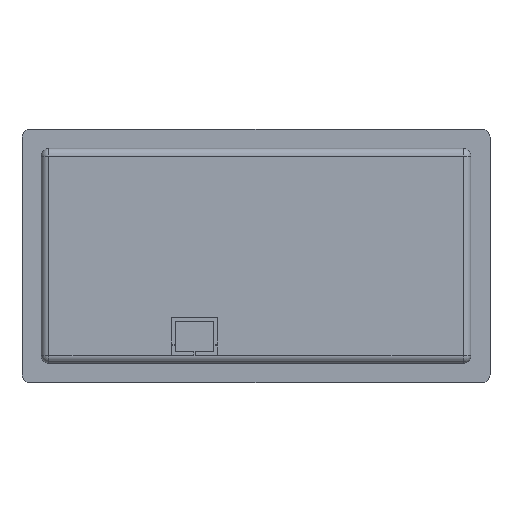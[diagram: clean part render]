
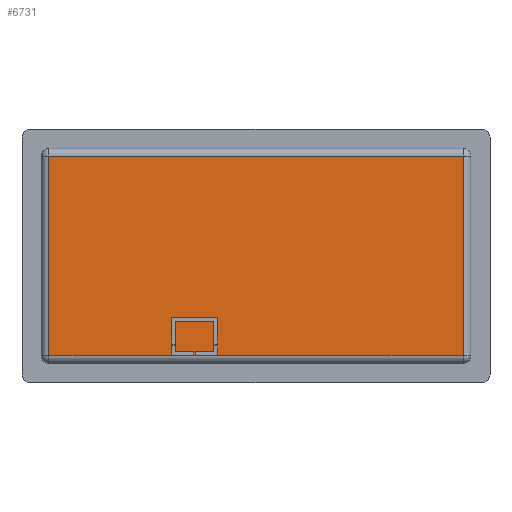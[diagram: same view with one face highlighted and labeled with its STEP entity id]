
A CAD part, top view. The second image highlights one B-rep face of the part: STEP entity #6731.
In plain terms, the highlighted planar face has unit normal (0, 0, 1).
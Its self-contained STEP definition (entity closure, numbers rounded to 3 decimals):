
#440=FACE_BOUND('',#2552,.T.);
#450=LINE('',#8362,#1117);
#461=LINE('',#8385,#1128);
#465=LINE('',#8392,#1132);
#469=LINE('',#8399,#1136);
#471=LINE('',#8404,#1138);
#651=LINE('',#10088,#1318);
#652=LINE('',#10090,#1319);
#654=LINE('',#10093,#1321);
#655=LINE('',#10105,#1322);
#656=LINE('',#10108,#1323);
#657=LINE('',#10117,#1324);
#1088=LINE('',#17135,#1755);
#1091=LINE('',#17141,#1758);
#1093=LINE('',#17144,#1760);
#1095=LINE('',#17149,#1762);
#1098=LINE('',#17154,#1765);
#1099=LINE('',#17156,#1766);
#1101=LINE('',#17160,#1768);
#1102=LINE('',#17162,#1769);
#1103=LINE('',#17163,#1770);
#1104=LINE('',#17164,#1771);
#1105=LINE('',#17165,#1772);
#1106=LINE('',#17166,#1773);
#1107=LINE('',#17167,#1774);
#1117=VECTOR('',#7085,2.375);
#1128=VECTOR('',#7100,3.504);
#1132=VECTOR('',#7106,3.504);
#1136=VECTOR('',#7112,3.004);
#1138=VECTOR('',#7116,3.004);
#1318=VECTOR('',#7376,32.);
#1319=VECTOR('',#7377,0.25);
#1321=VECTOR('',#7379,16.);
#1322=VECTOR('',#7400,26.);
#1323=VECTOR('',#7403,26.);
#1324=VECTOR('',#7420,54.);
#1755=VECTOR('',#8283,1.246);
#1758=VECTOR('',#8290,1.246);
#1760=VECTOR('',#8294,6.);
#1762=VECTOR('',#8298,2.375);
#1765=VECTOR('',#8303,0.746);
#1766=VECTOR('',#8306,5.);
#1768=VECTOR('',#8310,0.746);
#1769=VECTOR('',#8313,0.5);
#1770=VECTOR('',#8314,0.5);
#1771=VECTOR('',#8315,0.5);
#1772=VECTOR('',#8316,0.5);
#1773=VECTOR('',#8317,0.5);
#1774=VECTOR('',#8318,0.5);
#2142=FACE_OUTER_BOUND('',#2551,.T.);
#2551=EDGE_LOOP('',(#6078,#6079,#6080,#6081,#6082,#6083,#6084,#6085,#6086,
#6087,#6088,#6089,#6090,#6091,#6092,#6093));
#2552=EDGE_LOOP('',(#6094,#6095,#6096,#6097,#6098,#6099,#6100,#6101));
#2622=VERTEX_POINT('',#8354);
#2623=VERTEX_POINT('',#8356);
#2624=VERTEX_POINT('',#8360);
#2625=VERTEX_POINT('',#8361);
#2634=VERTEX_POINT('',#8383);
#2635=VERTEX_POINT('',#8384);
#2636=VERTEX_POINT('',#8389);
#2637=VERTEX_POINT('',#8391);
#2638=VERTEX_POINT('',#8395);
#2639=VERTEX_POINT('',#8397);
#2640=VERTEX_POINT('',#8401);
#2641=VERTEX_POINT('',#8403);
#2916=VERTEX_POINT('',#10084);
#2917=VERTEX_POINT('',#10086);
#2918=VERTEX_POINT('',#10089);
#2919=VERTEX_POINT('',#10091);
#2920=VERTEX_POINT('',#10103);
#2921=VERTEX_POINT('',#10107);
#3240=VERTEX_POINT('',#17133);
#3241=VERTEX_POINT('',#17140);
#3242=VERTEX_POINT('',#17146);
#3243=VERTEX_POINT('',#17148);
#3244=VERTEX_POINT('',#17152);
#3245=VERTEX_POINT('',#17158);
#3258=EDGE_CURVE('',#2624,#2625,#450,.T.);
#3269=EDGE_CURVE('',#2634,#2635,#461,.T.);
#3273=EDGE_CURVE('',#2636,#2637,#465,.T.);
#3277=EDGE_CURVE('',#2638,#2639,#469,.T.);
#3279=EDGE_CURVE('',#2641,#2640,#471,.T.);
#3566=EDGE_CURVE('',#2623,#2917,#651,.T.);
#3567=EDGE_CURVE('',#2622,#2918,#652,.T.);
#3569=EDGE_CURVE('',#2916,#2919,#654,.T.);
#3575=EDGE_CURVE('',#2917,#2920,#655,.T.);
#3576=EDGE_CURVE('',#2921,#2916,#656,.T.);
#3581=EDGE_CURVE('',#2920,#2921,#657,.T.);
#4186=EDGE_CURVE('',#3240,#2919,#1088,.T.);
#4189=EDGE_CURVE('',#2623,#3241,#1091,.T.);
#4191=EDGE_CURVE('',#2637,#2634,#1093,.T.);
#4193=EDGE_CURVE('',#3243,#3242,#1095,.T.);
#4196=EDGE_CURVE('',#2625,#3244,#1098,.T.);
#4197=EDGE_CURVE('',#2639,#2641,#1099,.T.);
#4199=EDGE_CURVE('',#3245,#3243,#1101,.T.);
#4200=EDGE_CURVE('',#3241,#3244,#1102,.T.);
#4201=EDGE_CURVE('',#3245,#3240,#1103,.T.);
#4202=EDGE_CURVE('',#2918,#3242,#1104,.T.);
#4203=EDGE_CURVE('',#2622,#2624,#1105,.T.);
#4204=EDGE_CURVE('',#2635,#2640,#1106,.T.);
#4205=EDGE_CURVE('',#2638,#2636,#1107,.T.);
#6078=ORIENTED_EDGE('',*,*,#4196,.T.);
#6079=ORIENTED_EDGE('',*,*,#4200,.F.);
#6080=ORIENTED_EDGE('',*,*,#4189,.F.);
#6081=ORIENTED_EDGE('',*,*,#3566,.T.);
#6082=ORIENTED_EDGE('',*,*,#3575,.T.);
#6083=ORIENTED_EDGE('',*,*,#3581,.T.);
#6084=ORIENTED_EDGE('',*,*,#3576,.T.);
#6085=ORIENTED_EDGE('',*,*,#3569,.T.);
#6086=ORIENTED_EDGE('',*,*,#4186,.F.);
#6087=ORIENTED_EDGE('',*,*,#4201,.F.);
#6088=ORIENTED_EDGE('',*,*,#4199,.T.);
#6089=ORIENTED_EDGE('',*,*,#4193,.T.);
#6090=ORIENTED_EDGE('',*,*,#4202,.F.);
#6091=ORIENTED_EDGE('',*,*,#3567,.F.);
#6092=ORIENTED_EDGE('',*,*,#4203,.T.);
#6093=ORIENTED_EDGE('',*,*,#3258,.T.);
#6094=ORIENTED_EDGE('',*,*,#4204,.F.);
#6095=ORIENTED_EDGE('',*,*,#3269,.F.);
#6096=ORIENTED_EDGE('',*,*,#4191,.F.);
#6097=ORIENTED_EDGE('',*,*,#3273,.F.);
#6098=ORIENTED_EDGE('',*,*,#4205,.F.);
#6099=ORIENTED_EDGE('',*,*,#3277,.T.);
#6100=ORIENTED_EDGE('',*,*,#4197,.T.);
#6101=ORIENTED_EDGE('',*,*,#3279,.T.);
#6338=PLANE('',#7049);
#6731=ADVANCED_FACE('',(#2142,#440),#6338,.T.);
#7049=AXIS2_PLACEMENT_3D('',#17161,#8311,#8312);
#7085=DIRECTION('',(1.,0.,0.));
#7100=DIRECTION('',(0.,-1.,0.));
#7106=DIRECTION('',(0.,1.,0.));
#7112=DIRECTION('',(0.,1.,0.));
#7116=DIRECTION('',(0.,-1.,0.));
#7376=DIRECTION('',(1.,0.,0.));
#7377=DIRECTION('',(-1.,0.,0.));
#7379=DIRECTION('',(1.,0.,0.));
#7400=DIRECTION('',(0.,1.,0.));
#7403=DIRECTION('',(0.,-1.,0.));
#7420=DIRECTION('',(-1.,0.,0.));
#8283=DIRECTION('',(0.,-1.,0.));
#8290=DIRECTION('',(0.,1.,0.));
#8294=DIRECTION('',(-1.,0.,0.));
#8298=DIRECTION('',(1.,0.,0.));
#8303=DIRECTION('',(0.,1.,0.));
#8306=DIRECTION('',(-1.,0.,0.));
#8310=DIRECTION('',(0.,-1.,0.));
#8311=DIRECTION('center_axis',(0.,0.,1.));
#8312=DIRECTION('ref_axis',(1.,0.,0.));
#8313=DIRECTION('',(-1.,0.,0.));
#8314=DIRECTION('',(-1.,0.,0.));
#8315=DIRECTION('',(0.,1.,0.));
#8316=DIRECTION('',(0.,1.,0.));
#8317=DIRECTION('',(1.,0.,0.));
#8318=DIRECTION('',(1.,0.,0.));
#8354=CARTESIAN_POINT('',(-7.875,-13.,13.5));
#8356=CARTESIAN_POINT('',(-5.,-13.,13.5));
#8360=CARTESIAN_POINT('',(-7.875,-12.5,13.5));
#8361=CARTESIAN_POINT('',(-5.5,-12.5,13.5));
#8362=CARTESIAN_POINT('',(-7.875,-12.5,13.5));
#8383=CARTESIAN_POINT('',(-11.,-8.,13.5));
#8384=CARTESIAN_POINT('',(-11.,-11.504,13.5));
#8385=CARTESIAN_POINT('',(-11.,-8.,13.5));
#8389=CARTESIAN_POINT('',(-5.,-11.504,13.5));
#8391=CARTESIAN_POINT('',(-5.,-8.,13.5));
#8392=CARTESIAN_POINT('',(-5.,-11.504,13.5));
#8395=CARTESIAN_POINT('',(-5.5,-11.504,13.5));
#8397=CARTESIAN_POINT('',(-5.5,-8.5,13.5));
#8399=CARTESIAN_POINT('',(-5.5,-11.504,13.5));
#8401=CARTESIAN_POINT('',(-10.5,-11.504,13.5));
#8403=CARTESIAN_POINT('',(-10.5,-8.5,13.5));
#8404=CARTESIAN_POINT('',(-10.5,-8.5,13.5));
#10084=CARTESIAN_POINT('',(-27.,-13.,13.5));
#10086=CARTESIAN_POINT('',(27.,-13.,13.5));
#10088=CARTESIAN_POINT('',(-5.,-13.,13.5));
#10089=CARTESIAN_POINT('',(-8.125,-13.,13.5));
#10090=CARTESIAN_POINT('',(-7.875,-13.,13.5));
#10091=CARTESIAN_POINT('',(-11.,-13.,13.5));
#10093=CARTESIAN_POINT('',(-27.,-13.,13.5));
#10103=CARTESIAN_POINT('',(27.,13.,13.5));
#10105=CARTESIAN_POINT('',(27.,-13.,13.5));
#10107=CARTESIAN_POINT('',(-27.,13.,13.5));
#10108=CARTESIAN_POINT('',(-27.,13.,13.5));
#10117=CARTESIAN_POINT('',(27.,13.,13.5));
#17133=CARTESIAN_POINT('',(-11.,-11.754,13.5));
#17135=CARTESIAN_POINT('',(-11.,-11.754,13.5));
#17140=CARTESIAN_POINT('',(-5.,-11.754,13.5));
#17141=CARTESIAN_POINT('',(-5.,-13.,13.5));
#17144=CARTESIAN_POINT('',(-5.,-8.,13.5));
#17146=CARTESIAN_POINT('',(-8.125,-12.5,13.5));
#17148=CARTESIAN_POINT('',(-10.5,-12.5,13.5));
#17149=CARTESIAN_POINT('',(-10.5,-12.5,13.5));
#17152=CARTESIAN_POINT('',(-5.5,-11.754,13.5));
#17154=CARTESIAN_POINT('',(-5.5,-12.5,13.5));
#17156=CARTESIAN_POINT('',(-5.5,-8.5,13.5));
#17158=CARTESIAN_POINT('',(-10.5,-11.754,13.5));
#17160=CARTESIAN_POINT('',(-10.5,-11.754,13.5));
#17161=CARTESIAN_POINT('Origin',(0.,0.,13.5));
#17162=CARTESIAN_POINT('',(-5.,-11.754,13.5));
#17163=CARTESIAN_POINT('',(-10.5,-11.754,13.5));
#17164=CARTESIAN_POINT('',(-8.125,-13.,13.5));
#17165=CARTESIAN_POINT('',(-7.875,-13.,13.5));
#17166=CARTESIAN_POINT('',(-11.,-11.504,13.5));
#17167=CARTESIAN_POINT('',(-5.5,-11.504,13.5));
